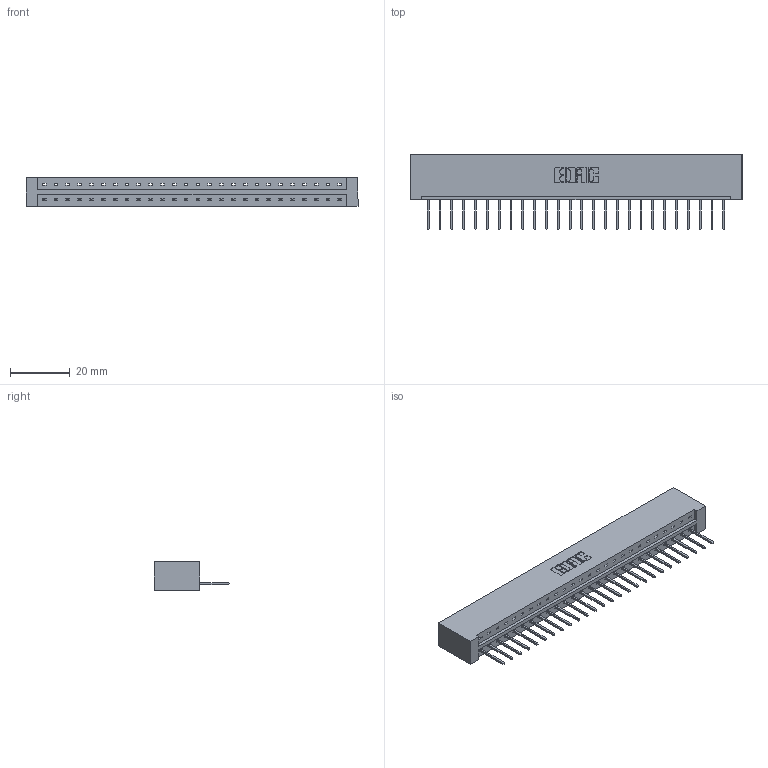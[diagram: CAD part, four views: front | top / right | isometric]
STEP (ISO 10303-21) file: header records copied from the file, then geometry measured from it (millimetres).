
FILE_DESCRIPTION (( 'STEP AP203' ), '1' );
FILE_NAME ('333-026-523-101.STEP', '2018-08-02T12:39:39', ( '' ), ( '' ), 'SwSTEP 2.0', 'SolidWorks 2016', '' );
FILE_SCHEMA (( 'CONFIG_CONTROL_DESIGN' ));
Length unit declared in the file: inch
Products named in the file (3): 333 Part_Lugless; 345-292-001_345-293-123; 333-026-523-101
Assembly tree (27 placements, depth 2):
  333-026-523-101
    333 Part_Lugless
    345-292-001_345-293-123  x26
Bounding box: 111.28 x 25.15 x 9.4 mm (x, y, z)
Volume: 11662.7 mm3; surface area: 12497.3 mm2
Topology: 27 solids, 27 shells, 1614 faces, 4863 edges, 3206 vertices
Faces by surface type: plane 1158, cylinder 456
Entity records: 17705 total; most frequent: CARTESIAN_POINT 3064, ORIENTED_EDGE 3026, DIRECTION 2609, EDGE_CURVE 1513, LINE 1393, VECTOR 1393, VERTEX_POINT 1006, AXIS2_PLACEMENT_3D 608
